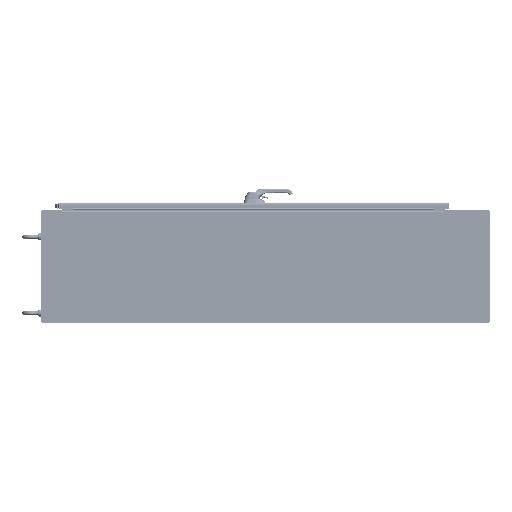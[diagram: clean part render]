
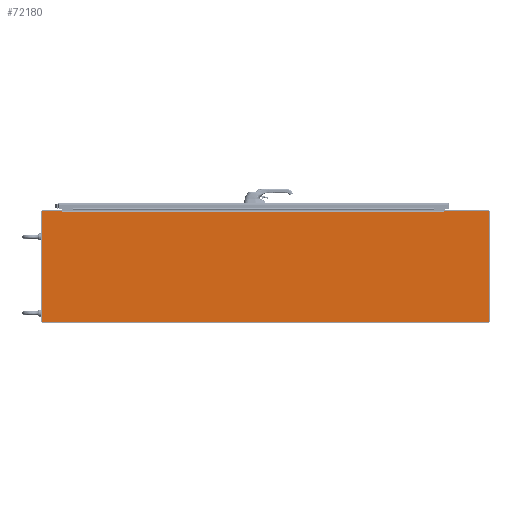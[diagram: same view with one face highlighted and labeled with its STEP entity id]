
A CAD part, left-side view. The second image highlights one B-rep face of the part: STEP entity #72180.
In plain terms, the highlighted face is planar.
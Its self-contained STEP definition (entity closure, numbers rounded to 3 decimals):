
#5810=LINE($,#120954,#11362);
#5819=LINE($,#120984,#11371);
#5833=LINE($,#121017,#11385);
#5836=LINE($,#121025,#11388);
#5839=LINE($,#121029,#11391);
#5841=LINE($,#121034,#11393);
#5844=LINE($,#121040,#11396);
#5848=LINE($,#121047,#11400);
#5849=LINE($,#121050,#11401);
#5852=LINE($,#121056,#11404);
#5853=LINE($,#121058,#11405);
#5854=LINE($,#121059,#11406);
#11362=VECTOR($,#90488,0.);
#11371=VECTOR($,#90515,0.);
#11385=VECTOR($,#90555,61.375);
#11388=VECTOR($,#90560,0.094);
#11391=VECTOR($,#90565,0.);
#11393=VECTOR($,#90569,0.);
#11396=VECTOR($,#90574,0.094);
#11400=VECTOR($,#90580,3.25);
#11401=VECTOR($,#90583,7.25);
#11404=VECTOR($,#90588,17.875);
#11405=VECTOR($,#90589,71.875);
#11406=VECTOR($,#90590,17.875);
#15805=PLANE($,#77984);
#19223=FACE_OUTER_BOUND($,#24113,.T.);
#24113=EDGE_LOOP($,(#54662,#54663,#54664,#54665,#54666,#54667,#54668,#54669,
#54670,#54671,#54672,#54673));
#33546=VERTEX_POINT($,#120951);
#33547=VERTEX_POINT($,#120953);
#33558=VERTEX_POINT($,#120981);
#33559=VERTEX_POINT($,#120983);
#33568=VERTEX_POINT($,#121022);
#33569=VERTEX_POINT($,#121024);
#33571=VERTEX_POINT($,#121033);
#33573=VERTEX_POINT($,#121039);
#33575=VERTEX_POINT($,#121045);
#33576=VERTEX_POINT($,#121049);
#33578=VERTEX_POINT($,#121055);
#33579=VERTEX_POINT($,#121057);
#41119=EDGE_CURVE($,#33547,#33546,#5810,.T.);
#41134=EDGE_CURVE($,#33559,#33558,#5819,.T.);
#41151=EDGE_CURVE($,#33558,#33547,#5833,.T.);
#41154=EDGE_CURVE($,#33569,#33568,#5836,.T.);
#41157=EDGE_CURVE($,#33546,#33569,#5839,.T.);
#41159=EDGE_CURVE($,#33571,#33559,#5841,.T.);
#41162=EDGE_CURVE($,#33573,#33571,#5844,.T.);
#41166=EDGE_CURVE($,#33575,#33568,#5848,.T.);
#41167=EDGE_CURVE($,#33573,#33576,#5849,.T.);
#41170=EDGE_CURVE($,#33578,#33575,#5852,.T.);
#41171=EDGE_CURVE($,#33579,#33578,#5853,.T.);
#41172=EDGE_CURVE($,#33576,#33579,#5854,.T.);
#54662=ORIENTED_EDGE($,*,*,#41154,.T.);
#54663=ORIENTED_EDGE($,*,*,#41166,.F.);
#54664=ORIENTED_EDGE($,*,*,#41170,.F.);
#54665=ORIENTED_EDGE($,*,*,#41171,.F.);
#54666=ORIENTED_EDGE($,*,*,#41172,.F.);
#54667=ORIENTED_EDGE($,*,*,#41167,.F.);
#54668=ORIENTED_EDGE($,*,*,#41162,.T.);
#54669=ORIENTED_EDGE($,*,*,#41159,.T.);
#54670=ORIENTED_EDGE($,*,*,#41134,.T.);
#54671=ORIENTED_EDGE($,*,*,#41151,.T.);
#54672=ORIENTED_EDGE($,*,*,#41119,.T.);
#54673=ORIENTED_EDGE($,*,*,#41157,.T.);
#72180=ADVANCED_FACE($,(#19223),#15805,.T.);
#77984=AXIS2_PLACEMENT_3D($,#121054,#90586,#90587);
#90488=DIRECTION($,(-1.,0.,0.));
#90515=DIRECTION($,(1.,0.,0.));
#90555=DIRECTION($,(0.,1.,0.));
#90560=DIRECTION($,(1.,0.,0.));
#90565=DIRECTION($,(0.,1.,0.));
#90569=DIRECTION($,(0.,1.,0.));
#90574=DIRECTION($,(-1.,0.,0.));
#90580=DIRECTION($,(0.,-1.,0.));
#90583=DIRECTION($,(0.,-1.,0.));
#90586=DIRECTION('center_axis',(0.,0.,1.));
#90587=DIRECTION('ref_axis',(1.,0.,0.));
#90588=DIRECTION($,(1.,0.,0.));
#90589=DIRECTION($,(0.,1.,0.));
#90590=DIRECTION($,(-1.,0.,0.));
#120951=CARTESIAN_POINT('',(17.781,68.625,0.125));
#120953=CARTESIAN_POINT('',(17.781,68.625,0.125));
#120954=CARTESIAN_POINT($,(13.359,68.625,0.125));
#120981=CARTESIAN_POINT('',(17.781,7.25,0.125));
#120983=CARTESIAN_POINT('',(17.781,7.25,0.125));
#120984=CARTESIAN_POINT($,(13.406,7.25,0.125));
#121017=CARTESIAN_POINT($,(17.781,21.594,0.125));
#121022=CARTESIAN_POINT('',(17.875,68.625,0.125));
#121024=CARTESIAN_POINT('',(17.781,68.625,0.125));
#121025=CARTESIAN_POINT($,(13.406,68.625,0.125));
#121029=CARTESIAN_POINT($,(17.781,52.281,0.125));
#121033=CARTESIAN_POINT('',(17.781,7.25,0.125));
#121034=CARTESIAN_POINT($,(17.781,21.594,0.125));
#121039=CARTESIAN_POINT('',(17.875,7.25,0.125));
#121040=CARTESIAN_POINT($,(13.359,7.25,0.125));
#121045=CARTESIAN_POINT('',(17.875,71.875,0.125));
#121047=CARTESIAN_POINT($,(17.875,0.,0.125));
#121049=CARTESIAN_POINT('',(17.875,0.,0.125));
#121050=CARTESIAN_POINT($,(17.875,0.,0.125));
#121054=CARTESIAN_POINT('Origin',(8.937,35.938,0.125));
#121055=CARTESIAN_POINT('',(0.,71.875,0.125));
#121056=CARTESIAN_POINT($,(17.875,71.875,0.125));
#121057=CARTESIAN_POINT('',(0.,0.,0.125));
#121058=CARTESIAN_POINT($,(0.,71.875,0.125));
#121059=CARTESIAN_POINT($,(0.,0.,0.125));
